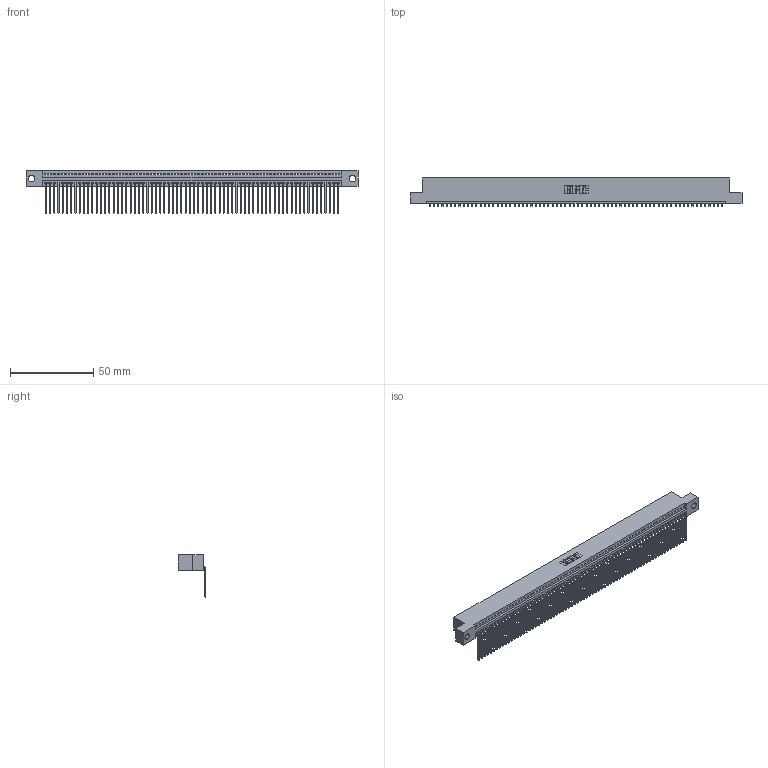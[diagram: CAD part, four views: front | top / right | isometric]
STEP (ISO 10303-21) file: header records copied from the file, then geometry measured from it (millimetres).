
FILE_DESCRIPTION (( 'STEP AP203' ), '1' );
FILE_NAME ('345-070-559-104.STEP', '2019-10-12T19:05:39', ( '' ), ( '' ), 'SwSTEP 2.0', 'SolidWorks 2016', '' );
FILE_SCHEMA (( 'CONFIG_CONTROL_DESIGN' ));
Length unit declared in the file: inch
Products named in the file (3): 345 Part_Flush Mounting Lugs - 0.156 Dia-TH; 345-292-001_558 559 Tail - 1; 345-070-559-104
Assembly tree (71 placements, depth 2):
  345-070-559-104
    345 Part_Flush Mounting Lugs - 0.156 Dia-TH
    345-292-001_558 559 Tail - 1  x70
Bounding box: 199.01 x 16.75 x 25.53 mm (x, y, z)
Volume: 19276.8 mm3; surface area: 27176.9 mm2
Topology: 71 solids, 71 shells, 4326 faces, 13081 edges, 8626 vertices
Faces by surface type: plane 3020, cylinder 1306
Entity records: 49001 total; most frequent: ORIENTED_EDGE 8498, CARTESIAN_POINT 8494, DIRECTION 7377, EDGE_CURVE 4249, LINE 3837, VECTOR 3837, VERTEX_POINT 2830, AXIS2_PLACEMENT_3D 1770
